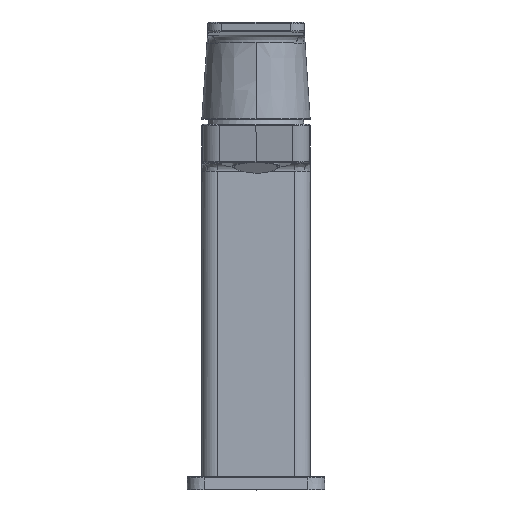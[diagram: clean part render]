
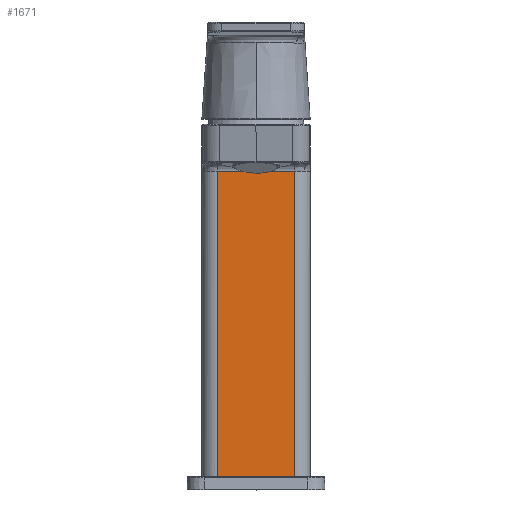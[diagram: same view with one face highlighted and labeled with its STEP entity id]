
A CAD part, top view. The second image highlights one B-rep face of the part: STEP entity #1671.
In plain terms, the highlighted planar face has unit normal (0, 0, 1).
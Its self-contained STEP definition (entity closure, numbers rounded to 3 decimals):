
#127 = CARTESIAN_POINT ( 'NONE',  ( 14.941, 0., 21. ) ) ;
#206 = CARTESIAN_POINT ( 'NONE',  ( -14.941, 0., 21. ) ) ;
#209 = DIRECTION ( 'NONE',  ( 0., 1., 0. ) ) ;
#247 = CARTESIAN_POINT ( 'NONE',  ( -14.941, 118., 21. ) ) ;
#655 = EDGE_CURVE ( 'NONE', #8629, #7091, #2053, .T. ) ;
#1136 = VERTEX_POINT ( 'NONE', #8302 ) ;
#1395 = LINE ( 'NONE', #3269, #8296 ) ;
#1410 = VECTOR ( 'NONE', #3021, 1000. ) ;
#1412 = DIRECTION ( 'NONE',  ( -1., 0., 0. ) ) ;
#1547 = CARTESIAN_POINT ( 'NONE',  ( -23., 118., 21. ) ) ;
#1657 = PLANE ( 'NONE',  #3454 ) ;
#1671 = ADVANCED_FACE ( 'NONE', ( #7801 ), #1657, .F. ) ;
#1997 = EDGE_CURVE ( 'NONE', #1136, #8629, #8508, .T. ) ;
#2053 = LINE ( 'NONE', #1547, #4987 ) ;
#2080 = CARTESIAN_POINT ( 'NONE',  ( -9.189, 0., 21. ) ) ;
#2561 = DIRECTION ( 'NONE',  ( 0., -1., 0. ) ) ;
#3021 = DIRECTION ( 'NONE',  ( 0., 1., 0. ) ) ;
#3269 = CARTESIAN_POINT ( 'NONE',  ( 14.941, 0., 21. ) ) ;
#3454 = AXIS2_PLACEMENT_3D ( 'NONE', #8206, #4186, #209 ) ;
#3542 = ORIENTED_EDGE ( 'NONE', *, *, #4848, .F. ) ;
#3571 = VECTOR ( 'NONE', #1412, 1000. ) ;
#3725 = VERTEX_POINT ( 'NONE', #127 ) ;
#3981 = LINE ( 'NONE', #2080, #3571 ) ;
#4021 = CARTESIAN_POINT ( 'NONE',  ( 14.941, 118., 21. ) ) ;
#4186 = DIRECTION ( 'NONE',  ( 0., 0., -1. ) ) ;
#4234 = ORIENTED_EDGE ( 'NONE', *, *, #6788, .F. ) ;
#4848 = EDGE_CURVE ( 'NONE', #7091, #3725, #1395, .T. ) ;
#4987 = VECTOR ( 'NONE', #6261, 1000. ) ;
#6261 = DIRECTION ( 'NONE',  ( 1., 0., 0. ) ) ;
#6313 = ORIENTED_EDGE ( 'NONE', *, *, #1997, .F. ) ;
#6788 = EDGE_CURVE ( 'NONE', #3725, #1136, #3981, .T. ) ;
#7091 = VERTEX_POINT ( 'NONE', #4021 ) ;
#7801 = FACE_OUTER_BOUND ( 'NONE', #8216, .T. ) ;
#8206 = CARTESIAN_POINT ( 'NONE',  ( -23., 0., 21. ) ) ;
#8216 = EDGE_LOOP ( 'NONE', ( #3542, #8284, #6313, #4234 ) ) ;
#8284 = ORIENTED_EDGE ( 'NONE', *, *, #655, .F. ) ;
#8296 = VECTOR ( 'NONE', #2561, 1000. ) ;
#8302 = CARTESIAN_POINT ( 'NONE',  ( -14.941, 0., 21. ) ) ;
#8508 = LINE ( 'NONE', #206, #1410 ) ;
#8629 = VERTEX_POINT ( 'NONE', #247 ) ;
